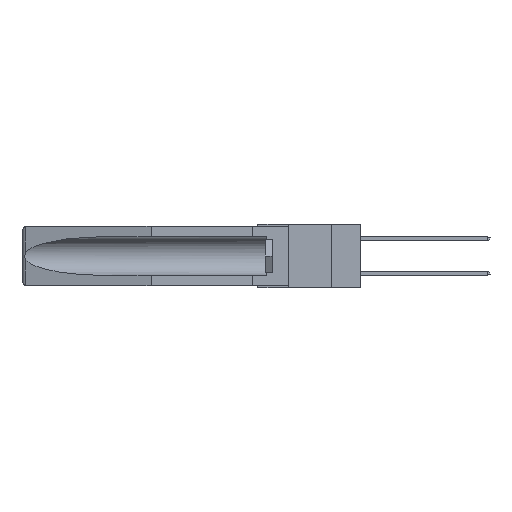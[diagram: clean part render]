
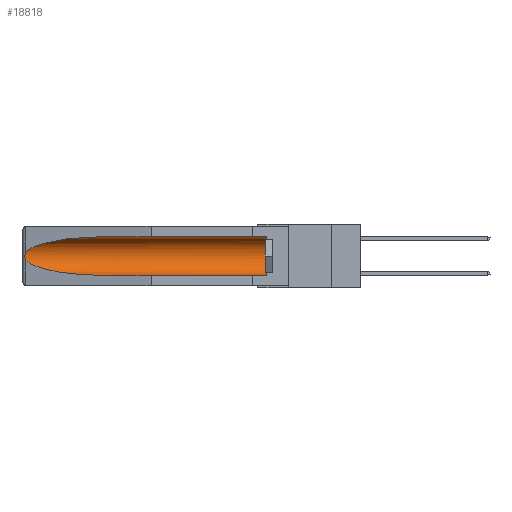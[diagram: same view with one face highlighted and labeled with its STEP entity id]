
A CAD part, left-side view. The second image highlights one B-rep face of the part: STEP entity #18818.
In plain terms, the highlighted cylindrical face has radius 2.857 mm (diameter 5.715 mm), a partial arc.
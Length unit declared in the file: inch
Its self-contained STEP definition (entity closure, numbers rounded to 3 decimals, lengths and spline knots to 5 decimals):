
#6 = CARTESIAN_POINT ( 'NONE',  ( 0.26597, 1.5296, -0.19026 ) ) ;
#1281 = ORIENTED_EDGE ( 'NONE', *, *, #3818, .T. ) ;
#1678 = EDGE_CURVE ( 'NONE', #15232, #12343, #1983, .T. ) ;
#1766 = AXIS2_PLACEMENT_3D ( 'NONE', #15247, #7270, #20083 ) ;
#1983 = B_SPLINE_CURVE_WITH_KNOTS ( 'NONE', 3,
 ( #8144, #12694, #19362, #6410, #3119, #8007, #19209, #9596, #6, #11208 ),
 .UNSPECIFIED., .F., .F.,
 ( 4, 2, 2, 2, 4 ),
 ( 0., 0.00029, 0.00058, 0.00087, 0.00117 ),
 .UNSPECIFIED. ) ;
#2408 = CARTESIAN_POINT ( 'NONE',  ( 0.25451, 1.48313, -0.24835 ) ) ;
#2612 = CARTESIAN_POINT ( 'NONE',  ( 0.155, 1.07973, -0.284 ) ) ;
#2687 = CARTESIAN_POINT ( 'NONE',  ( 0.155, -0.30754, -0.284 ) ) ;
#2752 = CIRCLE ( 'NONE', #1766, 0.1125 ) ;
#2756 = CARTESIAN_POINT ( 'NONE',  ( 0.21114, 1.30732, -0.059 ) ) ;
#3097 = VERTEX_POINT ( 'NONE', #17715 ) ;
#3119 = CARTESIAN_POINT ( 'NONE',  ( 0.2675, 1.53308, -0.16763 ) ) ;
#3674 = VERTEX_POINT ( 'NONE', #17904 ) ;
#3818 = EDGE_CURVE ( 'NONE', #3674, #16519, #17493, .T. ) ;
#4457 = CARTESIAN_POINT ( 'NONE',  ( 0.26537, 1.52718, -0.14972 ) ) ;
#5445 = CYLINDRICAL_SURFACE ( 'NONE', #19122, 0.1125 ) ;
#5447 = CARTESIAN_POINT ( 'NONE',  ( 0.155, 1.07973, -0.059 ) ) ;
#5923 = CARTESIAN_POINT ( 'NONE',  ( 0.26537, 1.52718, -0.14972 ) ) ;
#5950 =( BOUNDED_CURVE ( )  B_SPLINE_CURVE ( 3, ( #16914, #2408, #17050, #2612 ),
 .UNSPECIFIED., .F., .T. ) 
 B_SPLINE_CURVE_WITH_KNOTS ( ( 4, 4 ),
 ( 0.1948, 1.5708 ),
 .UNSPECIFIED. ) 
 CURVE ( )  GEOMETRIC_REPRESENTATION_ITEM ( )  RATIONAL_B_SPLINE_CURVE ( ( 1., 0.848, 0.848, 1. ) ) 
 REPRESENTATION_ITEM ( '' )  );
#5988 = CARTESIAN_POINT ( 'NONE',  ( 0.25451, 1.48313, -0.09465 ) ) ;
#6257 = EDGE_CURVE ( 'NONE', #16519, #15232, #6743, .T. ) ;
#6410 = CARTESIAN_POINT ( 'NONE',  ( 0.2673, 1.5327, -0.16383 ) ) ;
#6743 =( BOUNDED_CURVE ( )  B_SPLINE_CURVE ( 3, ( #10789, #2756, #5988, #5923 ),
 .UNSPECIFIED., .F., .F. ) 
 B_SPLINE_CURVE_WITH_KNOTS ( ( 4, 4 ),
 ( 4.71239, 6.08839 ),
 .UNSPECIFIED. ) 
 CURVE ( )  GEOMETRIC_REPRESENTATION_ITEM ( )  RATIONAL_B_SPLINE_CURVE ( ( 1., 0.848, 0.848, 1. ) ) 
 REPRESENTATION_ITEM ( '' )  );
#7270 = DIRECTION ( 'NONE',  ( 0., -1., 0. ) ) ;
#7313 = ORIENTED_EDGE ( 'NONE', *, *, #19677, .T. ) ;
#7548 = EDGE_LOOP ( 'NONE', ( #10783, #20146, #7313, #20124, #13209, #1281 ) ) ;
#7875 = CARTESIAN_POINT ( 'NONE',  ( 0.155, 0.126, -0.284 ) ) ;
#8007 = CARTESIAN_POINT ( 'NONE',  ( 0.2675, 1.53308, -0.17534 ) ) ;
#8144 = CARTESIAN_POINT ( 'NONE',  ( 0.26537, 1.52718, -0.14972 ) ) ;
#9596 = CARTESIAN_POINT ( 'NONE',  ( 0.26655, 1.53094, -0.18657 ) ) ;
#10066 = CARTESIAN_POINT ( 'NONE',  ( 0.155, -0.30754, -0.059 ) ) ;
#10253 = CARTESIAN_POINT ( 'NONE',  ( 0.26537, 1.52718, -0.19328 ) ) ;
#10783 = ORIENTED_EDGE ( 'NONE', *, *, #6257, .T. ) ;
#10789 = CARTESIAN_POINT ( 'NONE',  ( 0.155, 1.07973, -0.059 ) ) ;
#11208 = CARTESIAN_POINT ( 'NONE',  ( 0.26537, 1.52718, -0.19328 ) ) ;
#12343 = VERTEX_POINT ( 'NONE', #10253 ) ;
#12694 = CARTESIAN_POINT ( 'NONE',  ( 0.26597, 1.52961, -0.15275 ) ) ;
#12798 = VECTOR ( 'NONE', #18940, 39.37008 ) ;
#13153 = EDGE_CURVE ( 'NONE', #16734, #3097, #16328, .T. ) ;
#13209 = ORIENTED_EDGE ( 'NONE', *, *, #13959, .T. ) ;
#13959 = EDGE_CURVE ( 'NONE', #16734, #3674, #2752, .T. ) ;
#14196 = VECTOR ( 'NONE', #16735, 39.37008 ) ;
#15043 = DIRECTION ( 'NONE',  ( 0., 1., 0. ) ) ;
#15232 = VERTEX_POINT ( 'NONE', #4457 ) ;
#15247 = CARTESIAN_POINT ( 'NONE',  ( 0.155, 0.126, -0.1715 ) ) ;
#16328 = LINE ( 'NONE', #2687, #12798 ) ;
#16519 = VERTEX_POINT ( 'NONE', #5447 ) ;
#16521 = CARTESIAN_POINT ( 'NONE',  ( 0.155, -0.30754, -0.1715 ) ) ;
#16734 = VERTEX_POINT ( 'NONE', #7875 ) ;
#16735 = DIRECTION ( 'NONE',  ( 0., 1., 0. ) ) ;
#16914 = CARTESIAN_POINT ( 'NONE',  ( 0.26537, 1.52718, -0.19328 ) ) ;
#17050 = CARTESIAN_POINT ( 'NONE',  ( 0.21114, 1.30732, -0.284 ) ) ;
#17493 = LINE ( 'NONE', #10066, #14196 ) ;
#17715 = CARTESIAN_POINT ( 'NONE',  ( 0.155, 1.07973, -0.284 ) ) ;
#17904 = CARTESIAN_POINT ( 'NONE',  ( 0.155, 0.126, -0.059 ) ) ;
#18025 = DIRECTION ( 'NONE',  ( 0., 0., 1. ) ) ;
#18466 = FACE_OUTER_BOUND ( 'NONE', #7548, .T. ) ;
#18818 = ADVANCED_FACE ( 'NONE', ( #18466 ), #5445, .F. ) ;
#18940 = DIRECTION ( 'NONE',  ( 0., 1., 0. ) ) ;
#19122 = AXIS2_PLACEMENT_3D ( 'NONE', #16521, #15043, #18025 ) ;
#19209 = CARTESIAN_POINT ( 'NONE',  ( 0.2673, 1.53269, -0.17917 ) ) ;
#19362 = CARTESIAN_POINT ( 'NONE',  ( 0.26654, 1.53092, -0.15636 ) ) ;
#19677 = EDGE_CURVE ( 'NONE', #12343, #3097, #5950, .T. ) ;
#20083 = DIRECTION ( 'NONE',  ( 0., 0., 1. ) ) ;
#20124 = ORIENTED_EDGE ( 'NONE', *, *, #13153, .F. ) ;
#20146 = ORIENTED_EDGE ( 'NONE', *, *, #1678, .T. ) ;
